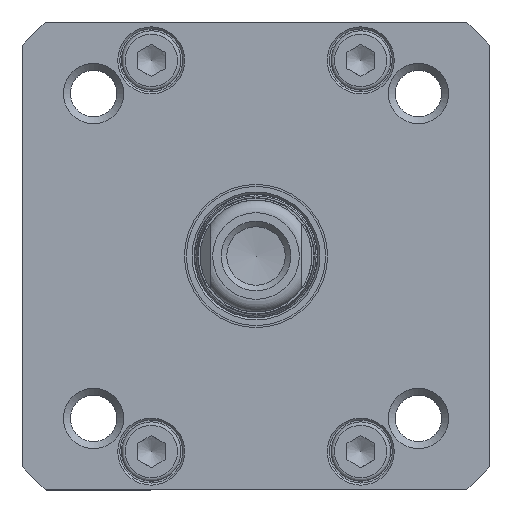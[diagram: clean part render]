
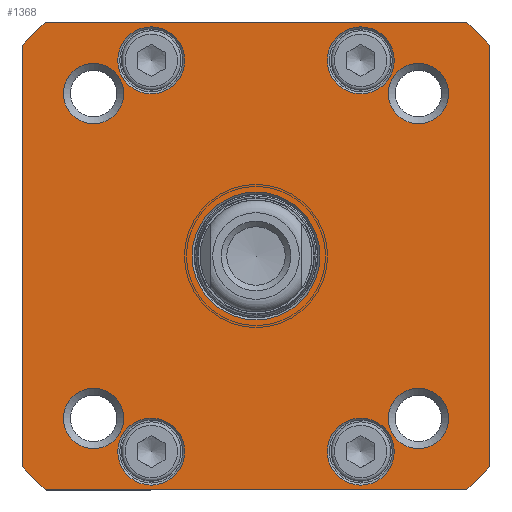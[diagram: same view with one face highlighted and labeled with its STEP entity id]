
A CAD part, front view. The second image highlights one B-rep face of the part: STEP entity #1368.
In plain terms, the highlighted planar face has unit normal (0, -1, 0).
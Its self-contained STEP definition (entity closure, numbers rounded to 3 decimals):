
#1194=CARTESIAN_POINT('',(0.,-87.375,0.));
#1195=DIRECTION('',(0.0,-1.0,0.0));
#1196=DIRECTION('',(0.0,0.0,-1.0));
#1197=AXIS2_PLACEMENT_3D('',#1194,#1195,#1196);
#1198=PLANE('',#1197);
#1199=CARTESIAN_POINT('',(-30.046,-87.375,-33.5));
#1200=VERTEX_POINT('',#1199);
#1201=CARTESIAN_POINT('',(-33.5,-87.375,-30.046));
#1202=VERTEX_POINT('',#1201);
#1203=CARTESIAN_POINT('',(0.0,-87.375,0.0));
#1204=DIRECTION('',(0.0,1.0,0.0));
#1205=DIRECTION('',(-0.744,0.0,-0.668));
#1206=AXIS2_PLACEMENT_3D('',#1203,#1204,#1205);
#1207=CIRCLE('',#1206,45.);
#1208=EDGE_CURVE('',#1200,#1202,#1207,.T.);
#1209=ORIENTED_EDGE('',*,*,#1208,.F.);
#1210=CARTESIAN_POINT('',(30.046,-87.375,-33.5));
#1211=VERTEX_POINT('',#1210);
#1212=CARTESIAN_POINT('',(30.046,-87.375,-33.5));
#1213=DIRECTION('',(-1.0,0.0,0.0));
#1214=VECTOR('',#1213,60.092);
#1215=LINE('',#1212,#1214);
#1216=EDGE_CURVE('',#1211,#1200,#1215,.T.);
#1217=ORIENTED_EDGE('',*,*,#1216,.F.);
#1218=CARTESIAN_POINT('',(33.5,-87.375,-30.046));
#1219=VERTEX_POINT('',#1218);
#1220=CARTESIAN_POINT('',(0.0,-87.375,0.0));
#1221=DIRECTION('',(0.0,1.0,0.0));
#1222=DIRECTION('',(0.668,0.0,-0.744));
#1223=AXIS2_PLACEMENT_3D('',#1220,#1221,#1222);
#1224=CIRCLE('',#1223,45.);
#1225=EDGE_CURVE('',#1219,#1211,#1224,.T.);
#1226=ORIENTED_EDGE('',*,*,#1225,.F.);
#1227=CARTESIAN_POINT('',(33.5,-87.375,30.046));
#1228=VERTEX_POINT('',#1227);
#1229=CARTESIAN_POINT('',(33.5,-87.375,30.046));
#1230=DIRECTION('',(0.0,0.0,-1.0));
#1231=VECTOR('',#1230,60.092);
#1232=LINE('',#1229,#1231);
#1233=EDGE_CURVE('',#1228,#1219,#1232,.T.);
#1234=ORIENTED_EDGE('',*,*,#1233,.F.);
#1235=CARTESIAN_POINT('',(30.046,-87.375,33.5));
#1236=VERTEX_POINT('',#1235);
#1237=CARTESIAN_POINT('',(0.0,-87.375,0.0));
#1238=DIRECTION('',(0.0,1.0,0.0));
#1239=DIRECTION('',(0.744,0.0,0.668));
#1240=AXIS2_PLACEMENT_3D('',#1237,#1238,#1239);
#1241=CIRCLE('',#1240,45.);
#1242=EDGE_CURVE('',#1236,#1228,#1241,.T.);
#1243=ORIENTED_EDGE('',*,*,#1242,.F.);
#1244=CARTESIAN_POINT('',(-30.046,-87.375,33.5));
#1245=VERTEX_POINT('',#1244);
#1246=CARTESIAN_POINT('',(-30.046,-87.375,33.5));
#1247=DIRECTION('',(1.0,0.0,0.0));
#1248=VECTOR('',#1247,60.092);
#1249=LINE('',#1246,#1248);
#1250=EDGE_CURVE('',#1245,#1236,#1249,.T.);
#1251=ORIENTED_EDGE('',*,*,#1250,.F.);
#1252=CARTESIAN_POINT('',(-33.5,-87.375,30.046));
#1253=VERTEX_POINT('',#1252);
#1254=CARTESIAN_POINT('',(0.0,-87.375,0.0));
#1255=DIRECTION('',(0.0,1.0,0.0));
#1256=DIRECTION('',(-0.668,0.0,0.744));
#1257=AXIS2_PLACEMENT_3D('',#1254,#1255,#1256);
#1258=CIRCLE('',#1257,45.);
#1259=EDGE_CURVE('',#1253,#1245,#1258,.T.);
#1260=ORIENTED_EDGE('',*,*,#1259,.F.);
#1261=CARTESIAN_POINT('',(-33.5,-87.375,-30.046));
#1262=DIRECTION('',(0.0,0.0,1.0));
#1263=VECTOR('',#1262,60.092);
#1264=LINE('',#1261,#1263);
#1265=EDGE_CURVE('',#1202,#1253,#1264,.T.);
#1266=ORIENTED_EDGE('',*,*,#1265,.F.);
#1267=EDGE_LOOP('',(#1209,#1217,#1226,#1234,#1243,#1251,#1260,#1266));
#1268=FACE_OUTER_BOUND('',#1267,.T.);
#1269=CARTESIAN_POINT('',(27.574,-87.375,-23.25));
#1270=VERTEX_POINT('',#1269);
#1271=CARTESIAN_POINT('',(23.25,-87.375,-23.25));
#1272=DIRECTION('',(0.0,-1.0,0.0));
#1273=DIRECTION('',(-1.0,0.0,0.0));
#1274=AXIS2_PLACEMENT_3D('',#1271,#1272,#1273);
#1275=CIRCLE('',#1274,4.324);
#1276=EDGE_CURVE('',#1270,#1270,#1275,.T.);
#1277=ORIENTED_EDGE('',*,*,#1276,.F.);
#1278=EDGE_LOOP('',(#1277));
#1279=FACE_BOUND('',#1278,.T.);
#1280=CARTESIAN_POINT('',(-18.927,-87.375,23.25));
#1281=VERTEX_POINT('',#1280);
#1282=CARTESIAN_POINT('',(-23.25,-87.375,23.25));
#1283=DIRECTION('',(0.0,-1.0,0.0));
#1284=DIRECTION('',(-1.0,0.0,0.0));
#1285=AXIS2_PLACEMENT_3D('',#1282,#1283,#1284);
#1286=CIRCLE('',#1285,4.324);
#1287=EDGE_CURVE('',#1281,#1281,#1286,.T.);
#1288=ORIENTED_EDGE('',*,*,#1287,.F.);
#1289=EDGE_LOOP('',(#1288));
#1290=FACE_BOUND('',#1289,.T.);
#1291=CARTESIAN_POINT('',(-10.2,-87.375,28.));
#1292=VERTEX_POINT('',#1291);
#1293=CARTESIAN_POINT('',(-15.,-87.375,28.));
#1294=DIRECTION('',(0.0,-1.0,0.0));
#1295=DIRECTION('',(-1.0,0.0,0.0));
#1296=AXIS2_PLACEMENT_3D('',#1293,#1294,#1295);
#1297=CIRCLE('',#1296,4.8);
#1298=EDGE_CURVE('',#1292,#1292,#1297,.T.);
#1299=ORIENTED_EDGE('',*,*,#1298,.F.);
#1300=EDGE_LOOP('',(#1299));
#1301=FACE_BOUND('',#1300,.T.);
#1302=CARTESIAN_POINT('',(-10.2,-87.375,-28.));
#1303=VERTEX_POINT('',#1302);
#1304=CARTESIAN_POINT('',(-15.,-87.375,-28.));
#1305=DIRECTION('',(0.0,-1.0,0.0));
#1306=DIRECTION('',(-1.0,0.0,0.0));
#1307=AXIS2_PLACEMENT_3D('',#1304,#1305,#1306);
#1308=CIRCLE('',#1307,4.8);
#1309=EDGE_CURVE('',#1303,#1303,#1308,.T.);
#1310=ORIENTED_EDGE('',*,*,#1309,.F.);
#1311=EDGE_LOOP('',(#1310));
#1312=FACE_BOUND('',#1311,.T.);
#1313=CARTESIAN_POINT('',(-9.15,-87.375,0.));
#1314=VERTEX_POINT('',#1313);
#1315=CARTESIAN_POINT('',(0.0,-87.375,0.0));
#1316=DIRECTION('',(0.0,-1.0,0.0));
#1317=DIRECTION('',(1.0,0.0,0.0));
#1318=AXIS2_PLACEMENT_3D('',#1315,#1316,#1317);
#1319=CIRCLE('',#1318,9.15);
#1320=EDGE_CURVE('',#1314,#1314,#1319,.T.);
#1321=ORIENTED_EDGE('',*,*,#1320,.F.);
#1322=EDGE_LOOP('',(#1321));
#1323=FACE_BOUND('',#1322,.T.);
#1324=CARTESIAN_POINT('',(19.8,-87.375,-28.));
#1325=VERTEX_POINT('',#1324);
#1326=CARTESIAN_POINT('',(15.,-87.375,-28.));
#1327=DIRECTION('',(0.0,-1.0,0.0));
#1328=DIRECTION('',(-1.0,0.0,0.0));
#1329=AXIS2_PLACEMENT_3D('',#1326,#1327,#1328);
#1330=CIRCLE('',#1329,4.8);
#1331=EDGE_CURVE('',#1325,#1325,#1330,.T.);
#1332=ORIENTED_EDGE('',*,*,#1331,.F.);
#1333=EDGE_LOOP('',(#1332));
#1334=FACE_BOUND('',#1333,.T.);
#1335=CARTESIAN_POINT('',(19.8,-87.375,28.));
#1336=VERTEX_POINT('',#1335);
#1337=CARTESIAN_POINT('',(15.,-87.375,28.));
#1338=DIRECTION('',(0.0,-1.0,0.0));
#1339=DIRECTION('',(-1.0,0.0,0.0));
#1340=AXIS2_PLACEMENT_3D('',#1337,#1338,#1339);
#1341=CIRCLE('',#1340,4.8);
#1342=EDGE_CURVE('',#1336,#1336,#1341,.T.);
#1343=ORIENTED_EDGE('',*,*,#1342,.F.);
#1344=EDGE_LOOP('',(#1343));
#1345=FACE_BOUND('',#1344,.T.);
#1346=CARTESIAN_POINT('',(27.574,-87.375,23.25));
#1347=VERTEX_POINT('',#1346);
#1348=CARTESIAN_POINT('',(23.25,-87.375,23.25));
#1349=DIRECTION('',(0.0,-1.0,0.0));
#1350=DIRECTION('',(-1.0,0.0,0.0));
#1351=AXIS2_PLACEMENT_3D('',#1348,#1349,#1350);
#1352=CIRCLE('',#1351,4.324);
#1353=EDGE_CURVE('',#1347,#1347,#1352,.T.);
#1354=ORIENTED_EDGE('',*,*,#1353,.F.);
#1355=EDGE_LOOP('',(#1354));
#1356=FACE_BOUND('',#1355,.T.);
#1357=CARTESIAN_POINT('',(-18.927,-87.375,-23.25));
#1358=VERTEX_POINT('',#1357);
#1359=CARTESIAN_POINT('',(-23.25,-87.375,-23.25));
#1360=DIRECTION('',(0.0,-1.0,0.0));
#1361=DIRECTION('',(-1.0,0.0,0.0));
#1362=AXIS2_PLACEMENT_3D('',#1359,#1360,#1361);
#1363=CIRCLE('',#1362,4.324);
#1364=EDGE_CURVE('',#1358,#1358,#1363,.T.);
#1365=ORIENTED_EDGE('',*,*,#1364,.F.);
#1366=EDGE_LOOP('',(#1365));
#1367=FACE_BOUND('',#1366,.T.);
#1368=ADVANCED_FACE('',(#1268,#1279,#1290,#1301,#1312,#1323,#1334,#1345,#1356,#1367),#1198,.T.);
